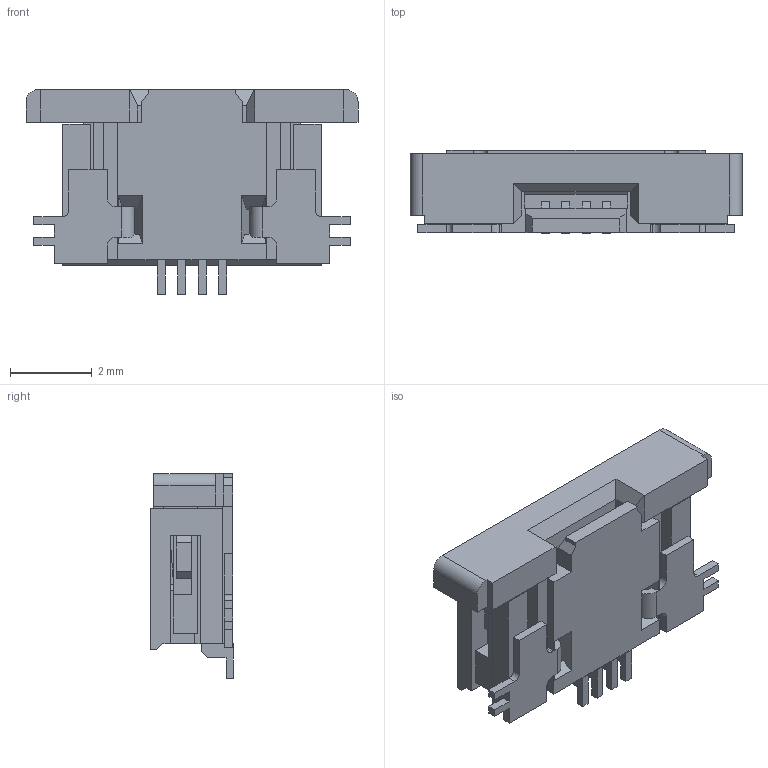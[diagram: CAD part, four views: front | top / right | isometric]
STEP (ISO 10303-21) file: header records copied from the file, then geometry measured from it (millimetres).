
FILE_DESCRIPTION(('STEP AP242'),'1');
FILE_NAME('52746-0471.stp','2021-03-23T17:31:05',('TraceParts'),('TraceParts S.A.'),'Spatial InterOp 3D',' ',' ');
FILE_SCHEMA(('AP242_MANAGED_MODEL_BASED_3D_ENGINEERING_MIM_LF {1 0 10303 442 1 1 4}'));
Length unit declared in the file: millimetre
Products named in the file (1): 52746-0471_1
Bounding box: 8.1 x 2.02 x 5 mm (x, y, z)
Volume: 44.1 mm3; surface area: 200.2 mm2
Topology: 1 solids, 3 shells, 311 faces, 944 edges, 660 vertices
Faces by surface type: plane 283, cylinder 28
Entity records: 10418 total; most frequent: CARTESIAN_POINT 1885, ORIENTED_EDGE 1832, DIRECTION 1620, EDGE_CURVE 916, LINE 878, VECTOR 878, VERTEX_POINT 604, AXIS2_PLACEMENT_3D 371
